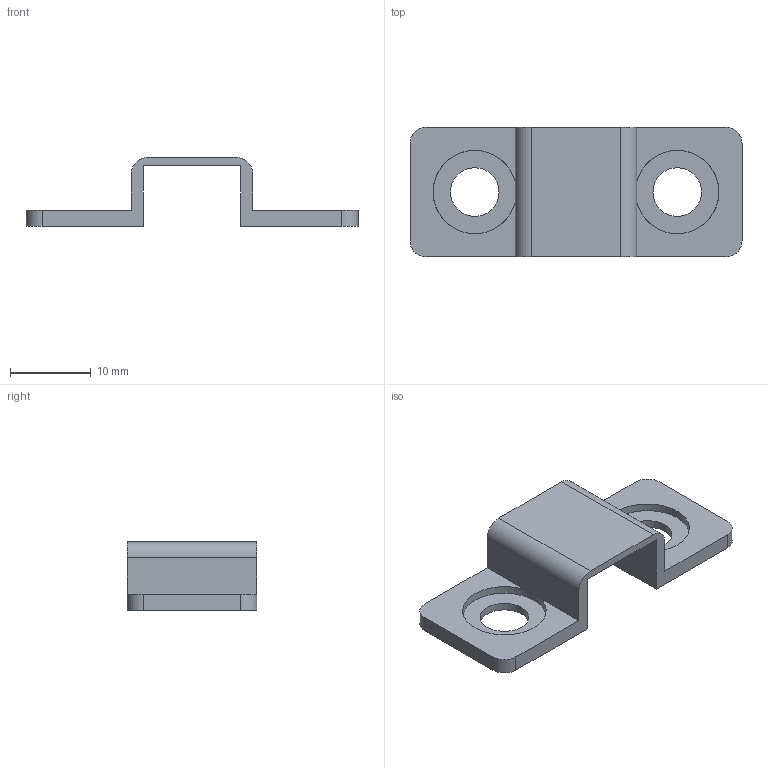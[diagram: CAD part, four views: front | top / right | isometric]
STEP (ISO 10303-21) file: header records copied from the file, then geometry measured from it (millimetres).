
FILE_DESCRIPTION(/* description */ (''),/* implementation_level */ '2;1');
FILE_NAME(/* name */ 'Design - Breadboard Wire Clamp.step',/* time_stamp */ '2024-06-17T20:59:38-04:00',/* author */ (''),/* organization */ (''),/* preprocessor_version */ 'ST-DEVELOPER v20',/* originating_system */ 'Autodesk Translation Framework v12.20.1.177',/* authorisation */ '');
FILE_SCHEMA (('AUTOMOTIVE_DESIGN { 1 0 10303 214 3 1 1 }'));
Length unit declared in the file: metre
Products named in the file (1): Design - Breadboard Wire Clamp
Bounding box: 41 x 16 x 8.5 mm (x, y, z)
Volume: 1174.5 mm3; surface area: 1948.7 mm2
Topology: 1 solids, 1 shells, 28 faces, 74 edges, 48 vertices
Faces by surface type: plane 18, cylinder 10
Full cylindrical faces by diameter (mm): 6 x2, 10.3 x2
Entity records: 911 total; most frequent: DIRECTION 156, CARTESIAN_POINT 151, ORIENTED_EDGE 148, EDGE_CURVE 74, AXIS2_PLACEMENT_3D 53, LINE 50, VECTOR 50, VERTEX_POINT 48
